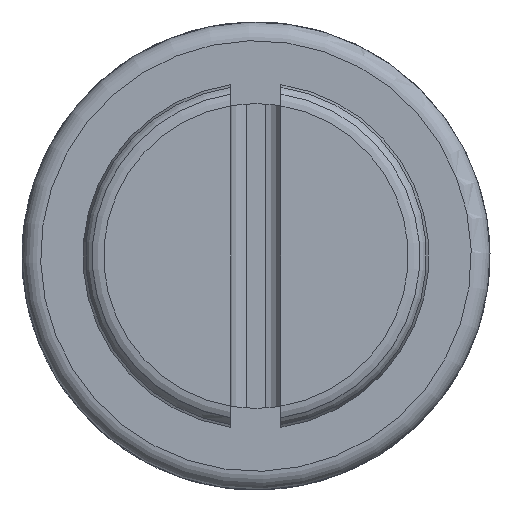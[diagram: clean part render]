
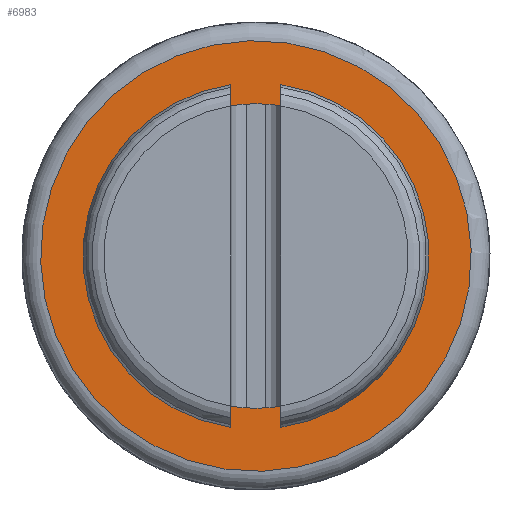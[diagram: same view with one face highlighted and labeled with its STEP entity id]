
A CAD part, left-side view. The second image highlights one B-rep face of the part: STEP entity #6983.
In plain terms, the highlighted planar face has unit normal (-1, 0, 0).
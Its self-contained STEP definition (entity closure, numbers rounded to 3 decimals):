
#14=FACE_BOUND('',#1050,.T.);
#304=CIRCLE('',#7518,2.438);
#305=CIRCLE('',#7519,2.438);
#306=CIRCLE('',#7521,3.45);
#307=CIRCLE('',#7522,3.45);
#676=FACE_OUTER_BOUND('',#1049,.T.);
#1049=EDGE_LOOP('',(#5503,#5504));
#1050=EDGE_LOOP('',(#5505,#5506));
#3098=VERTEX_POINT('',#11324);
#3099=VERTEX_POINT('',#11326);
#3100=VERTEX_POINT('',#11330);
#3101=VERTEX_POINT('',#11331);
#3993=EDGE_CURVE('',#3099,#3098,#304,.T.);
#3994=EDGE_CURVE('',#3098,#3099,#305,.T.);
#3995=EDGE_CURVE('',#3100,#3101,#306,.T.);
#3996=EDGE_CURVE('',#3101,#3100,#307,.T.);
#5503=ORIENTED_EDGE('',*,*,#3995,.T.);
#5504=ORIENTED_EDGE('',*,*,#3996,.T.);
#5505=ORIENTED_EDGE('',*,*,#3993,.T.);
#5506=ORIENTED_EDGE('',*,*,#3994,.T.);
#6251=PLANE('',#7527);
#6983=ADVANCED_FACE('',(#676,#14),#6251,.T.);
#7518=AXIS2_PLACEMENT_3D('',#11327,#9223,#9224);
#7519=AXIS2_PLACEMENT_3D('',#11328,#9225,#9226);
#7521=AXIS2_PLACEMENT_3D('',#11332,#9229,#9230);
#7522=AXIS2_PLACEMENT_3D('',#11333,#9231,#9232);
#7527=AXIS2_PLACEMENT_3D('',#11341,#9241,#9242);
#9223=DIRECTION('center_axis',(1.,0.,0.));
#9224=DIRECTION('ref_axis',(0.,-1.,0.));
#9225=DIRECTION('center_axis',(1.,0.,0.));
#9226=DIRECTION('ref_axis',(0.,-1.,0.));
#9229=DIRECTION('center_axis',(-1.,0.,0.));
#9230=DIRECTION('ref_axis',(0.,0.144,-0.99));
#9231=DIRECTION('center_axis',(-1.,0.,0.));
#9232=DIRECTION('ref_axis',(0.,0.144,-0.99));
#9241=DIRECTION('center_axis',(-1.,0.,0.));
#9242=DIRECTION('ref_axis',(0.,0.144,-0.99));
#11324=CARTESIAN_POINT('',(-10.225,0.917,4.751));
#11326=CARTESIAN_POINT('',(-10.225,-3.958,4.751));
#11327=CARTESIAN_POINT('Origin',(-10.225,-1.521,4.751));
#11328=CARTESIAN_POINT('Origin',(-10.225,-1.521,4.751));
#11330=CARTESIAN_POINT('',(-10.225,-4.935,4.255));
#11331=CARTESIAN_POINT('',(-10.225,-2.017,8.165));
#11332=CARTESIAN_POINT('Origin',(-10.225,-1.521,4.751));
#11333=CARTESIAN_POINT('Origin',(-10.225,-1.521,4.751));
#11341=CARTESIAN_POINT('Origin',(-10.225,-1.521,4.751));
